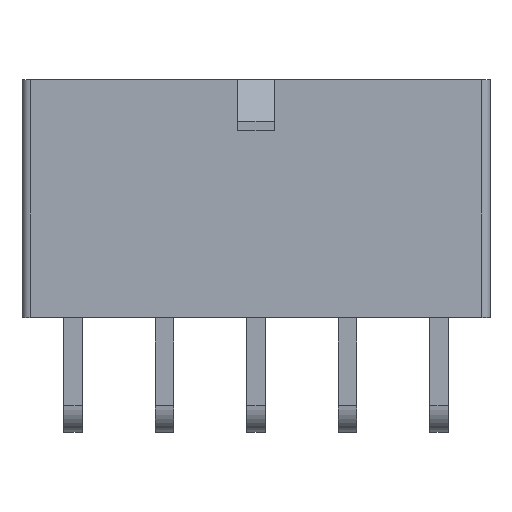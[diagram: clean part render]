
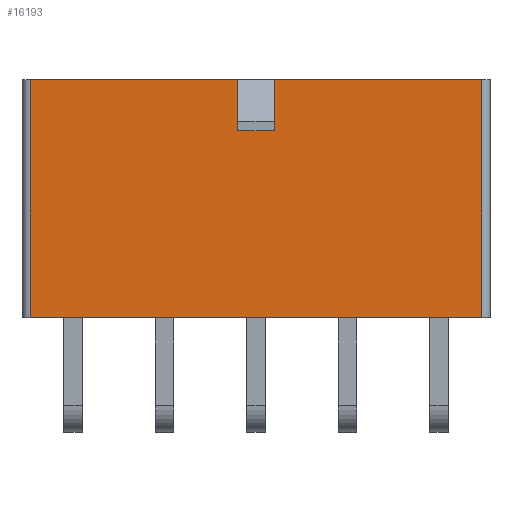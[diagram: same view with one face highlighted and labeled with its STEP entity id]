
A CAD part, top view. The second image highlights one B-rep face of the part: STEP entity #16193.
In plain terms, the highlighted planar face has unit normal (0, 0, 1).
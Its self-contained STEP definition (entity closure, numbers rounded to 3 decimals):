
#2502=ORIENTED_EDGE('',*,*,#4651,.F.);
#2503=ORIENTED_EDGE('',*,*,#3655,.T.);
#2504=ORIENTED_EDGE('',*,*,#4654,.T.);
#2505=ORIENTED_EDGE('',*,*,#3657,.F.);
#2506=ORIENTED_EDGE('',*,*,#4652,.F.);
#2507=ORIENTED_EDGE('',*,*,#3687,.T.);
#2508=ORIENTED_EDGE('',*,*,#3694,.F.);
#2509=ORIENTED_EDGE('',*,*,#3689,.F.);
#3655=EDGE_CURVE('',#5222,#5224,#6287,.T.);
#3657=EDGE_CURVE('',#5225,#5227,#6288,.T.);
#3687=EDGE_CURVE('',#5246,#5248,#6317,.T.);
#3689=EDGE_CURVE('',#5250,#5251,#6319,.T.);
#3694=EDGE_CURVE('',#5251,#5248,#6324,.T.);
#4651=EDGE_CURVE('',#5222,#5250,#7201,.T.);
#4652=EDGE_CURVE('',#5246,#5225,#7202,.T.);
#4654=EDGE_CURVE('',#5224,#5227,#7204,.T.);
#5222=VERTEX_POINT('',#20665);
#5224=VERTEX_POINT('',#20669);
#5225=VERTEX_POINT('',#20673);
#5227=VERTEX_POINT('',#20676);
#5246=VERTEX_POINT('',#20733);
#5248=VERTEX_POINT('',#20737);
#5250=VERTEX_POINT('',#20742);
#5251=VERTEX_POINT('',#20744);
#6287=LINE('',#20670,#7786);
#6288=LINE('',#20675,#7787);
#6317=LINE('',#20738,#7816);
#6319=LINE('',#20743,#7818);
#6324=LINE('',#20752,#7823);
#7201=LINE('',#22684,#8700);
#7202=LINE('',#22685,#8701);
#7204=LINE('',#22690,#8703);
#7786=VECTOR('',#17527,1000.);
#7787=VECTOR('',#17532,1000.);
#7816=VECTOR('',#17585,1000.);
#7818=VECTOR('',#17589,1000.);
#7823=VECTOR('',#17598,1000.);
#8700=VECTOR('',#19355,1000.);
#8701=VECTOR('',#19356,1000.);
#8703=VECTOR('',#19364,1000.);
#9591=EDGE_LOOP('',(#2502,#2503,#2504,#2505,#2506,#2507,#2508,#2509));
#10297=FACE_BOUND('',#9591,.T.);
#10915=PLANE('',#16950);
#16193=ADVANCED_FACE('',(#10297),#10915,.T.);
#16950=AXIS2_PLACEMENT_3D('',#22695,#19371,#19372);
#17527=DIRECTION('',(0.,1.,0.));
#17532=DIRECTION('',(0.,1.,0.));
#17585=DIRECTION('',(0.,1.,0.));
#17589=DIRECTION('',(0.,1.,0.));
#17598=DIRECTION('',(-1.,0.,0.));
#19355=DIRECTION('',(-1.,0.,0.));
#19356=DIRECTION('',(-1.,0.,0.));
#19364=DIRECTION('',(-1.,0.,0.));
#19371=DIRECTION('',(0.,0.,1.));
#19372=DIRECTION('',(0.,1.,0.));
#20665=CARTESIAN_POINT('',(14.075,-7.4,6.24));
#20669=CARTESIAN_POINT('',(14.075,7.4,6.24));
#20670=CARTESIAN_POINT('',(14.075,7.4,6.24));
#20673=CARTESIAN_POINT('',(-14.075,-7.4,6.24));
#20675=CARTESIAN_POINT('',(-14.075,-7.4,6.24));
#20676=CARTESIAN_POINT('',(-14.075,7.4,6.24));
#20733=CARTESIAN_POINT('',(-1.15,-7.4,6.24));
#20737=CARTESIAN_POINT('',(-1.15,-4.351,6.24));
#20738=CARTESIAN_POINT('',(-1.15,-7.4,6.24));
#20742=CARTESIAN_POINT('',(1.15,-7.4,6.24));
#20743=CARTESIAN_POINT('',(1.15,-7.4,6.24));
#20744=CARTESIAN_POINT('',(1.15,-4.351,6.24));
#20752=CARTESIAN_POINT('',(1.15,-4.351,6.24));
#22684=CARTESIAN_POINT('',(14.575,-7.4,6.24));
#22685=CARTESIAN_POINT('',(14.575,-7.4,6.24));
#22690=CARTESIAN_POINT('',(14.575,7.4,6.24));
#22695=CARTESIAN_POINT('',(14.575,-7.4,6.24));
